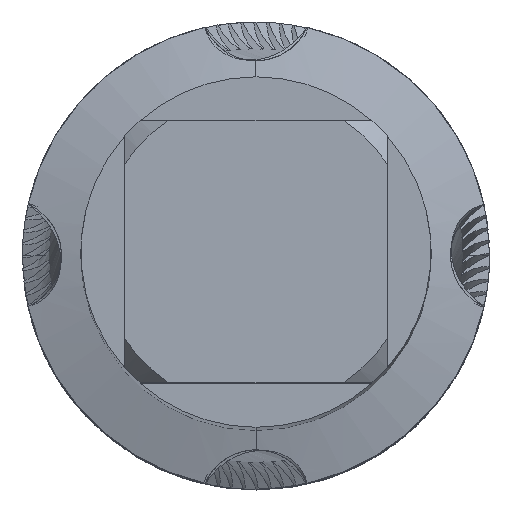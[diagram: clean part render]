
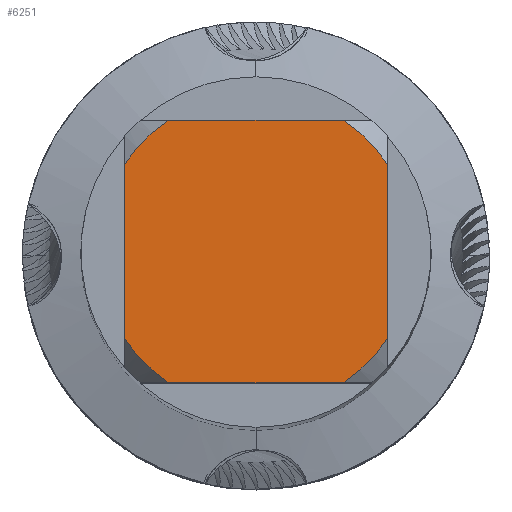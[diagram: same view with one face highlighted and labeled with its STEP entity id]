
A CAD part, top view. The second image highlights one B-rep face of the part: STEP entity #6251.
In plain terms, the highlighted planar face has unit normal (0, 0, 1).
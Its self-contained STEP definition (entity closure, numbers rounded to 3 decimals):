
#2569=VERTEX_POINT('',#7339);
#2589=VERTEX_POINT('',#7360);
#2717=VERTEX_POINT('',#7501);
#2755=EDGE_CURVE('',#3863,#2569,#7540,.T.);
#2803=VERTEX_POINT('',#7593);
#2845=VERTEX_POINT('',#7638);
#2901=EDGE_CURVE('',#5321,#2803,#7701,.T.);
#3863=VERTEX_POINT('',#8750);
#4289=EDGE_CURVE('',#3863,#2589,#9212,.T.);
#4875=EDGE_CURVE('',#5321,#2589,#9852,.T.);
#5157=EDGE_CURVE('',#2717,#5567,#10153,.T.);
#5321=VERTEX_POINT('',#10326);
#5341=EDGE_CURVE('',#2845,#2803,#10347,.T.);
#5567=VERTEX_POINT('',#10597);
#5763=EDGE_CURVE('',#2845,#5567,#10812,.T.);
#6005=EDGE_CURVE('',#2717,#2569,#11068,.T.);
#6251=ADVANCED_FACE('',(#11338),#11339,.T.);
#7339=CARTESIAN_POINT('',(-4.5,-2.985,0.0));
#7360=CARTESIAN_POINT('',(2.985,-4.5,0.0));
#7501=CARTESIAN_POINT('',(-4.5,2.985,0.0));
#7540=CIRCLE('',#13384,5.4);
#7593=CARTESIAN_POINT('',(4.5,2.985,0.0));
#7638=CARTESIAN_POINT('',(2.985,4.5,0.0));
#7701=LINE('',#13684,#13685);
#8750=CARTESIAN_POINT('',(-2.985,-4.5,0.0));
#9212=LINE('',#17577,#17578);
#9852=CIRCLE('',#19413,5.4);
#10153=CIRCLE('',#20305,5.4);
#10326=CARTESIAN_POINT('',(4.5,-2.985,0.0));
#10347=CIRCLE('',#20775,5.4);
#10597=CARTESIAN_POINT('',(-2.985,4.5,0.0));
#10812=LINE('',#21872,#21873);
#11068=LINE('',#22512,#22513);
#11338=FACE_OUTER_BOUND('',#23129,.T.);
#11339=PLANE('',#23130);
#13384=AXIS2_PLACEMENT_3D('',#26428,#26429,#26430);
#13684=CARTESIAN_POINT('',(4.5,1.35,0.0));
#13685=VECTOR('',#26625,1.0);
#17577=CARTESIAN_POINT('',(0.0,-4.5,0.0));
#17578=VECTOR('',#28198,1.0);
#19413=AXIS2_PLACEMENT_3D('',#28960,#28961,#28962);
#20305=AXIS2_PLACEMENT_3D('',#29207,#29208,#29209);
#20775=AXIS2_PLACEMENT_3D('',#29364,#29365,#29366);
#21872=CARTESIAN_POINT('',(0.0,4.5,0.0));
#21873=VECTOR('',#29858,1.0);
#22512=CARTESIAN_POINT('',(-4.5,1.35,0.0));
#22513=VECTOR('',#30057,1.0);
#23129=EDGE_LOOP('',(#30331,#30332,#30333,#30334,#30335,#30336,#30337,#30338));
#23130=AXIS2_PLACEMENT_3D('',#30339,#30340,#30341);
#26428=CARTESIAN_POINT('',(0.0,0.0,0.0));
#26429=DIRECTION('',(0.0,0.0,-1.0));
#26430=DIRECTION('',(0.0,1.0,0.0));
#26625=DIRECTION('',(-0.0,1.0,0.0));
#28198=DIRECTION('',(1.0,0.0,0.0));
#28960=CARTESIAN_POINT('',(0.0,0.0,0.0));
#28961=DIRECTION('',(0.0,0.0,-1.0));
#28962=DIRECTION('',(0.0,1.0,0.0));
#29207=CARTESIAN_POINT('',(0.0,0.0,0.0));
#29208=DIRECTION('',(0.0,0.0,-1.0));
#29209=DIRECTION('',(0.0,1.0,0.0));
#29364=CARTESIAN_POINT('',(0.0,0.0,0.0));
#29365=DIRECTION('',(0.0,0.0,-1.0));
#29366=DIRECTION('',(0.0,1.0,0.0));
#29858=DIRECTION('',(-1.0,0.0,0.0));
#30057=DIRECTION('',(-0.0,-1.0,0.0));
#30331=ORIENTED_EDGE('',*,*,#6005,.T.);
#30332=ORIENTED_EDGE('',*,*,#2755,.F.);
#30333=ORIENTED_EDGE('',*,*,#4289,.T.);
#30334=ORIENTED_EDGE('',*,*,#4875,.F.);
#30335=ORIENTED_EDGE('',*,*,#2901,.T.);
#30336=ORIENTED_EDGE('',*,*,#5341,.F.);
#30337=ORIENTED_EDGE('',*,*,#5763,.T.);
#30338=ORIENTED_EDGE('',*,*,#5157,.F.);
#30339=CARTESIAN_POINT('',(0.0,2.7,0.0));
#30340=DIRECTION('',(-0.0,0.0,1.0));
#30341=DIRECTION('',(0.0,-1.0,0.0));
